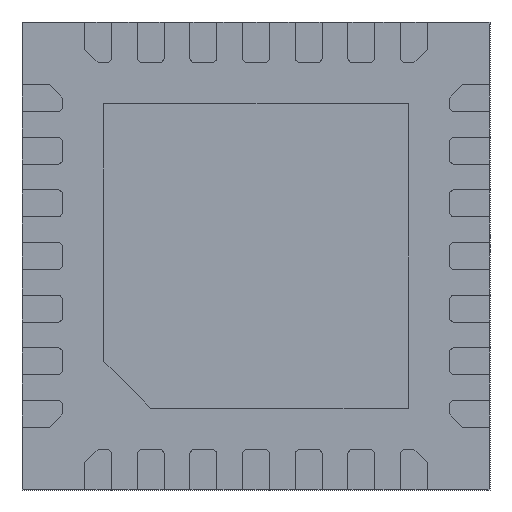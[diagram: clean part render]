
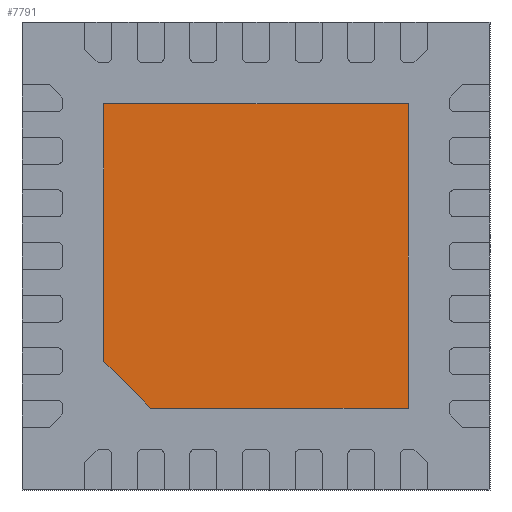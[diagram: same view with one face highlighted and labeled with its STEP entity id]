
A CAD part, front view. The second image highlights one B-rep face of the part: STEP entity #7791.
In plain terms, the highlighted planar face has unit normal (0, -1, 0).
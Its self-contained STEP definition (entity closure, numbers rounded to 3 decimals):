
#44 = EDGE_CURVE ( 'NONE', #714, #12591, #911, .T. ) ;
#631 = AXIS2_PLACEMENT_3D ( 'NONE', #12139, #8266, #8135 ) ;
#714 = VERTEX_POINT ( 'NONE', #6251 ) ;
#809 = LINE ( 'NONE', #2631, #9228 ) ;
#820 = EDGE_CURVE ( 'NONE', #12591, #8236, #2523, .T. ) ;
#841 = VERTEX_POINT ( 'NONE', #12816 ) ;
#898 = VECTOR ( 'NONE', #1883, 1000. ) ;
#911 = LINE ( 'NONE', #9154, #898 ) ;
#1559 = CARTESIAN_POINT ( 'NONE',  ( -1.3, 0., 1.3 ) ) ;
#1673 = DIRECTION ( 'NONE',  ( -1., 0., 0. ) ) ;
#1690 = DIRECTION ( 'NONE',  ( 0., 0., 1. ) ) ;
#1883 = DIRECTION ( 'NONE',  ( 0., 0., -1. ) ) ;
#2191 = DIRECTION ( 'NONE',  ( -0.707, 0., 0.707 ) ) ;
#2457 = CARTESIAN_POINT ( 'NONE',  ( -0.9, 0., -1.3 ) ) ;
#2523 = LINE ( 'NONE', #2457, #9406 ) ;
#2631 = CARTESIAN_POINT ( 'NONE',  ( -1.3, 0., 1.3 ) ) ;
#2975 = LINE ( 'NONE', #7157, #12048 ) ;
#3177 = ORIENTED_EDGE ( 'NONE', *, *, #10540, .F. ) ;
#4015 = EDGE_CURVE ( 'NONE', #841, #9822, #9488, .T. ) ;
#4414 = ORIENTED_EDGE ( 'NONE', *, *, #9684, .F. ) ;
#4586 = CARTESIAN_POINT ( 'NONE',  ( 1.3, 0., -1.3 ) ) ;
#4589 = PLANE ( 'NONE',  #631 ) ;
#6251 = CARTESIAN_POINT ( 'NONE',  ( 1.3, 0., 1.3 ) ) ;
#7157 = CARTESIAN_POINT ( 'NONE',  ( -1.3, 0., -0.9 ) ) ;
#7578 = CARTESIAN_POINT ( 'NONE',  ( -0.9, 0., -1.3 ) ) ;
#7791 = ADVANCED_FACE ( 'NONE', ( #11097 ), #4589, .T. ) ;
#8127 = CARTESIAN_POINT ( 'NONE',  ( -1.3, 0., 1.3 ) ) ;
#8135 = DIRECTION ( 'NONE',  ( 0., 0., -1. ) ) ;
#8236 = VERTEX_POINT ( 'NONE', #7578 ) ;
#8266 = DIRECTION ( 'NONE',  ( 0., -1., 0. ) ) ;
#9154 = CARTESIAN_POINT ( 'NONE',  ( 1.3, 0., 1.3 ) ) ;
#9228 = VECTOR ( 'NONE', #9772, 1000. ) ;
#9406 = VECTOR ( 'NONE', #1673, 1000. ) ;
#9488 = LINE ( 'NONE', #1559, #12148 ) ;
#9684 = EDGE_CURVE ( 'NONE', #9822, #714, #809, .T. ) ;
#9772 = DIRECTION ( 'NONE',  ( 1., 0., 0. ) ) ;
#9822 = VERTEX_POINT ( 'NONE', #8127 ) ;
#10540 = EDGE_CURVE ( 'NONE', #8236, #841, #2975, .T. ) ;
#10572 = ORIENTED_EDGE ( 'NONE', *, *, #44, .F. ) ;
#10739 = ORIENTED_EDGE ( 'NONE', *, *, #820, .F. ) ;
#11097 = FACE_OUTER_BOUND ( 'NONE', #11220, .T. ) ;
#11220 = EDGE_LOOP ( 'NONE', ( #10572, #4414, #12930, #3177, #10739 ) ) ;
#12048 = VECTOR ( 'NONE', #2191, 1000. ) ;
#12139 = CARTESIAN_POINT ( 'NONE',  ( 0., 0., 0. ) ) ;
#12148 = VECTOR ( 'NONE', #1690, 1000. ) ;
#12591 = VERTEX_POINT ( 'NONE', #4586 ) ;
#12816 = CARTESIAN_POINT ( 'NONE',  ( -1.3, 0., -0.9 ) ) ;
#12930 = ORIENTED_EDGE ( 'NONE', *, *, #4015, .F. ) ;
